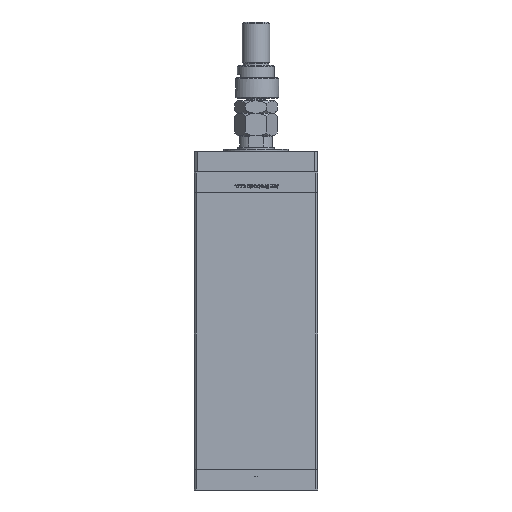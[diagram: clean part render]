
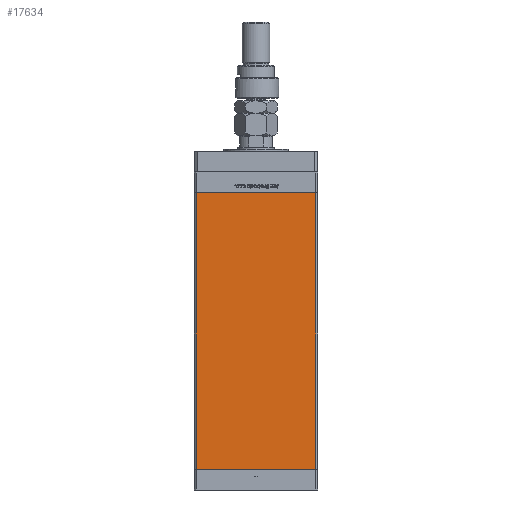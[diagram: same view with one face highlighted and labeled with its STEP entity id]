
A CAD part, front view. The second image highlights one B-rep face of the part: STEP entity #17634.
In plain terms, the highlighted planar face has unit normal (0, -1, 0).
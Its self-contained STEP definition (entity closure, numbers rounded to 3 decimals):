
#788 = AXIS2_PLACEMENT_3D ( 'NONE', #39013, #29047, #24217 ) ;
#4603 = VERTEX_POINT ( 'NONE', #5356 ) ;
#4725 = ORIENTED_EDGE ( 'NONE', *, *, #27406, .F. ) ;
#5356 = CARTESIAN_POINT ( 'NONE',  ( 58., -51., 0. ) ) ;
#7895 = DIRECTION ( 'NONE',  ( 1., 0., 0. ) ) ;
#9701 = DIRECTION ( 'NONE',  ( 1., 0., 0. ) ) ;
#9936 = DIRECTION ( 'NONE',  ( 0., 0., -1. ) ) ;
#10241 = CARTESIAN_POINT ( 'NONE',  ( -58., -51., 268.5 ) ) ;
#11219 = PLANE ( 'NONE',  #788 ) ;
#17634 = ADVANCED_FACE ( 'NONE', ( #57483 ), #11219, .F. ) ;
#18594 = CARTESIAN_POINT ( 'NONE',  ( -58., -51., 268.5 ) ) ;
#24217 = DIRECTION ( 'NONE',  ( 0., 0., 1. ) ) ;
#26322 = DIRECTION ( 'NONE',  ( 0., 0., -1. ) ) ;
#27406 = EDGE_CURVE ( 'NONE', #56550, #4603, #36286, .T. ) ;
#29047 = DIRECTION ( 'NONE',  ( 0., 1., 0. ) ) ;
#29285 = VECTOR ( 'NONE', #9936, 1000. ) ;
#29376 = VECTOR ( 'NONE', #9701, 1000. ) ;
#30869 = CARTESIAN_POINT ( 'NONE',  ( -58., -51., 0. ) ) ;
#30931 = VERTEX_POINT ( 'NONE', #18594 ) ;
#31094 = VERTEX_POINT ( 'NONE', #50840 ) ;
#32715 = CARTESIAN_POINT ( 'NONE',  ( 58., -51., 268.5 ) ) ;
#33211 = LINE ( 'NONE', #10241, #29285 ) ;
#33837 = ORIENTED_EDGE ( 'NONE', *, *, #35258, .T. ) ;
#35258 = EDGE_CURVE ( 'NONE', #30931, #31094, #33211, .T. ) ;
#36286 = LINE ( 'NONE', #50201, #39769 ) ;
#37189 = EDGE_CURVE ( 'NONE', #30931, #56550, #40820, .T. ) ;
#39013 = CARTESIAN_POINT ( 'NONE',  ( -58., -51., 268.5 ) ) ;
#39769 = VECTOR ( 'NONE', #26322, 1000. ) ;
#40820 = LINE ( 'NONE', #59296, #29376 ) ;
#44455 = ORIENTED_EDGE ( 'NONE', *, *, #37189, .F. ) ;
#49910 = LINE ( 'NONE', #30869, #53972 ) ;
#50201 = CARTESIAN_POINT ( 'NONE',  ( 58., -51., 268.5 ) ) ;
#50840 = CARTESIAN_POINT ( 'NONE',  ( -58., -51., 0. ) ) ;
#50931 = EDGE_CURVE ( 'NONE', #31094, #4603, #49910, .T. ) ;
#52082 = EDGE_LOOP ( 'NONE', ( #54655, #4725, #44455, #33837 ) ) ;
#53972 = VECTOR ( 'NONE', #7895, 1000. ) ;
#54655 = ORIENTED_EDGE ( 'NONE', *, *, #50931, .T. ) ;
#56550 = VERTEX_POINT ( 'NONE', #32715 ) ;
#57483 = FACE_OUTER_BOUND ( 'NONE', #52082, .T. ) ;
#59296 = CARTESIAN_POINT ( 'NONE',  ( -58., -51., 268.5 ) ) ;
